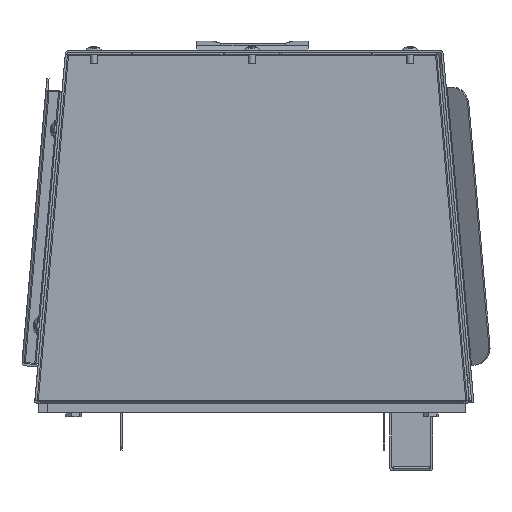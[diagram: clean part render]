
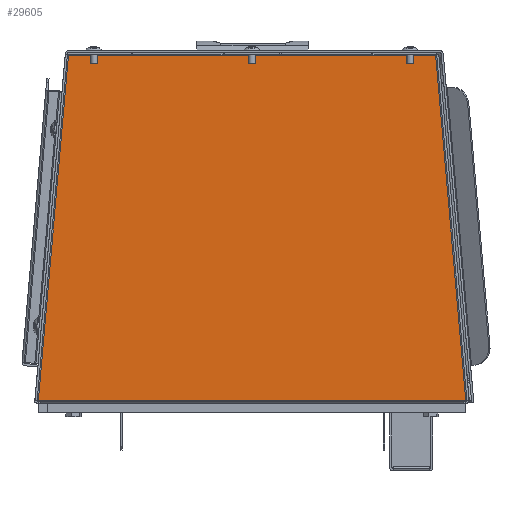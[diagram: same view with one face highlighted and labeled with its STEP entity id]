
A CAD part, front view. The second image highlights one B-rep face of the part: STEP entity #29605.
In plain terms, the highlighted planar face has unit normal (0, -1, 0).
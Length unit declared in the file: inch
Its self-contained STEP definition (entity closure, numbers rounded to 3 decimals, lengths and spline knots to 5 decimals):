
#729 = DIRECTION ( 'NONE',  ( -1., 0., 0. ) ) ;
#1686 = CARTESIAN_POINT ( 'NONE',  ( -4.94782, 0.58799, 4.72161 ) ) ;
#2756 = VERTEX_POINT ( 'NONE', #64544 ) ;
#2853 = LINE ( 'NONE', #11672, #41875 ) ;
#6090 = DIRECTION ( 'NONE',  ( 0., -1., 0. ) ) ;
#6163 = ORIENTED_EDGE ( 'NONE', *, *, #51190, .T. ) ;
#7338 = CARTESIAN_POINT ( 'NONE',  ( -5.69946, 0.58799, -4.53239 ) ) ;
#10860 = ORIENTED_EDGE ( 'NONE', *, *, #11807, .T. ) ;
#11125 = VECTOR ( 'NONE', #20280, 39.37008 ) ;
#11493 = LINE ( 'NONE', #30834, #15539 ) ;
#11672 = CARTESIAN_POINT ( 'NONE',  ( 5.64348, 0.58799, -3.58441 ) ) ;
#11807 = EDGE_CURVE ( 'NONE', #49315, #2756, #2853, .T. ) ;
#13943 = CARTESIAN_POINT ( 'NONE',  ( 5.66844, 0.58799, -4.53239 ) ) ;
#15399 = ORIENTED_EDGE ( 'NONE', *, *, #20332, .F. ) ;
#15539 = VECTOR ( 'NONE', #729, 39.37008 ) ;
#15605 = FACE_OUTER_BOUND ( 'NONE', #19885, .T. ) ;
#17580 = DIRECTION ( 'NONE',  ( -0.087, 0., 0.996 ) ) ;
#19885 = EDGE_LOOP ( 'NONE', ( #6163, #47153, #15399, #31707, #10860, #55772 ) ) ;
#20280 = DIRECTION ( 'NONE',  ( 1., 0., 0. ) ) ;
#20332 = EDGE_CURVE ( 'NONE', #25435, #55407, #36419, .T. ) ;
#21801 = CARTESIAN_POINT ( 'NONE',  ( -5.69946, 0.58799, -4.57678 ) ) ;
#23746 = CARTESIAN_POINT ( 'NONE',  ( -4.94782, 0.58799, 4.72161 ) ) ;
#24400 = DIRECTION ( 'NONE',  ( 1., 0., 0. ) ) ;
#24856 = VECTOR ( 'NONE', #24400, 39.37008 ) ;
#25435 = VERTEX_POINT ( 'NONE', #60463 ) ;
#25917 = EDGE_CURVE ( 'NONE', #2756, #39617, #11493, .T. ) ;
#26686 = VECTOR ( 'NONE', #56671, 39.37008 ) ;
#29605 = ADVANCED_FACE ( 'NONE', ( #15605 ), #46350, .T. ) ;
#30834 = CARTESIAN_POINT ( 'NONE',  ( 4.9168, 0.58799, 4.72161 ) ) ;
#31143 = DIRECTION ( 'NONE',  ( -0.087, 0., -0.996 ) ) ;
#31707 = ORIENTED_EDGE ( 'NONE', *, *, #45573, .T. ) ;
#36419 = LINE ( 'NONE', #41321, #26686 ) ;
#39617 = VERTEX_POINT ( 'NONE', #23746 ) ;
#40057 = CARTESIAN_POINT ( 'NONE',  ( -5.75744, 0.58799, -4.53239 ) ) ;
#41259 = LINE ( 'NONE', #55325, #11125 ) ;
#41321 = CARTESIAN_POINT ( 'NONE',  ( 5.66844, 0.58799, -4.53239 ) ) ;
#41875 = VECTOR ( 'NONE', #17580, 39.37008 ) ;
#41907 = VERTEX_POINT ( 'NONE', #40057 ) ;
#42985 = AXIS2_PLACEMENT_3D ( 'NONE', #21801, #6090, #56160 ) ;
#43599 = EDGE_CURVE ( 'NONE', #41907, #55407, #41259, .T. ) ;
#45573 = EDGE_CURVE ( 'NONE', #25435, #49315, #55166, .T. ) ;
#46350 = PLANE ( 'NONE',  #42985 ) ;
#46518 = LINE ( 'NONE', #1686, #51781 ) ;
#47153 = ORIENTED_EDGE ( 'NONE', *, *, #43599, .T. ) ;
#49315 = VERTEX_POINT ( 'NONE', #63016 ) ;
#51190 = EDGE_CURVE ( 'NONE', #39617, #41907, #46518, .T. ) ;
#51781 = VECTOR ( 'NONE', #31143, 39.37008 ) ;
#55166 = LINE ( 'NONE', #13943, #24856 ) ;
#55325 = CARTESIAN_POINT ( 'NONE',  ( -5.75744, 0.58799, -4.53239 ) ) ;
#55407 = VERTEX_POINT ( 'NONE', #7338 ) ;
#55772 = ORIENTED_EDGE ( 'NONE', *, *, #25917, .T. ) ;
#56160 = DIRECTION ( 'NONE',  ( -0.087, 0., 0.996 ) ) ;
#56671 = DIRECTION ( 'NONE',  ( -1., 0., 0. ) ) ;
#60463 = CARTESIAN_POINT ( 'NONE',  ( 5.66844, 0.58799, -4.53239 ) ) ;
#63016 = CARTESIAN_POINT ( 'NONE',  ( 5.72642, 0.58799, -4.53239 ) ) ;
#64544 = CARTESIAN_POINT ( 'NONE',  ( 4.9168, 0.58799, 4.72161 ) ) ;
